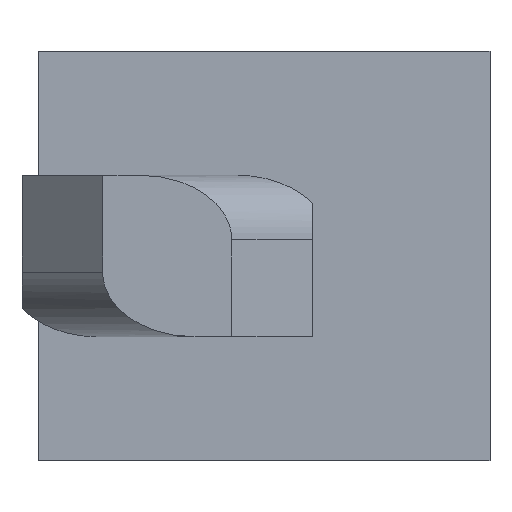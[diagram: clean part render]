
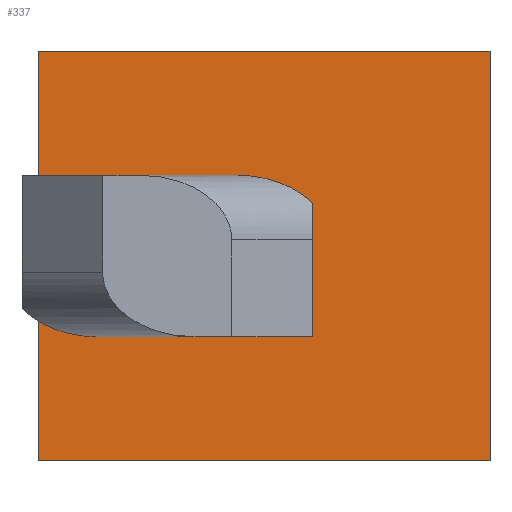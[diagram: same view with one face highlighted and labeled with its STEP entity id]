
A CAD part, left-side view. The second image highlights one B-rep face of the part: STEP entity #337.
In plain terms, the highlighted planar face has unit normal (-1, 0, 0).
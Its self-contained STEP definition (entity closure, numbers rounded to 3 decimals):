
#4 = VERTEX_POINT ( 'NONE', #97 ) ;
#6 = ORIENTED_EDGE ( 'NONE', *, *, #1191, .F. ) ;
#9 = VERTEX_POINT ( 'NONE', #1208 ) ;
#51 = CIRCLE ( 'NONE', #140, 2.5 ) ;
#54 = ORIENTED_EDGE ( 'NONE', *, *, #1249, .F. ) ;
#73 = FACE_BOUND ( 'NONE', #1120, .T. ) ;
#87 = VERTEX_POINT ( 'NONE', #687 ) ;
#97 = CARTESIAN_POINT ( 'NONE',  ( 0., 0., 0. ) ) ;
#100 = ORIENTED_EDGE ( 'NONE', *, *, #648, .F. ) ;
#130 = PLANE ( 'NONE',  #1183 ) ;
#140 = AXIS2_PLACEMENT_3D ( 'NONE', #184, #180, #178 ) ;
#152 = LINE ( 'NONE', #681, #333 ) ;
#158 = VECTOR ( 'NONE', #1045, 1000. ) ;
#170 = VERTEX_POINT ( 'NONE', #1170 ) ;
#178 = DIRECTION ( 'NONE',  ( 0., 1., 0. ) ) ;
#180 = DIRECTION ( 'NONE',  ( -1., 0., 0. ) ) ;
#184 = CARTESIAN_POINT ( 'NONE',  ( 0., -4., 6.35 ) ) ;
#201 = DIRECTION ( 'NONE',  ( 0., 1., 0. ) ) ;
#204 = DIRECTION ( 'NONE',  ( -1., 0., 0. ) ) ;
#207 = CARTESIAN_POINT ( 'NONE',  ( 0., -4., 6.35 ) ) ;
#208 = CARTESIAN_POINT ( 'NONE',  ( 0., -6.5, 12.7 ) ) ;
#216 = DIRECTION ( 'NONE',  ( 0., 0., 1. ) ) ;
#226 = AXIS2_PLACEMENT_3D ( 'NONE', #207, #204, #201 ) ;
#231 = DIRECTION ( 'NONE',  ( 0., 1., 0. ) ) ;
#233 = CARTESIAN_POINT ( 'NONE',  ( 0., 0., 8.85 ) ) ;
#242 = CARTESIAN_POINT ( 'NONE',  ( 0., 0., 12.7 ) ) ;
#252 = VERTEX_POINT ( 'NONE', #804 ) ;
#283 = ORIENTED_EDGE ( 'NONE', *, *, #1228, .F. ) ;
#292 = DIRECTION ( 'NONE',  ( 0., 1., 0. ) ) ;
#295 = CARTESIAN_POINT ( 'NONE',  ( 0., 0., 0. ) ) ;
#298 = DIRECTION ( 'NONE',  ( 0., 1., 0. ) ) ;
#304 = CARTESIAN_POINT ( 'NONE',  ( 0., 0., 12.7 ) ) ;
#327 = DIRECTION ( 'NONE',  ( 0., 0., -1. ) ) ;
#330 = CARTESIAN_POINT ( 'NONE',  ( 0., -1.5, 12.7 ) ) ;
#333 = VECTOR ( 'NONE', #683, 1000. ) ;
#337 = ADVANCED_FACE ( 'NONE', ( #554, #73 ), #130, .F. ) ;
#362 = LINE ( 'NONE', #208, #803 ) ;
#368 = DIRECTION ( 'NONE',  ( 0., -1., 0. ) ) ;
#369 = CARTESIAN_POINT ( 'NONE',  ( 0., 0., 3.85 ) ) ;
#377 = ORIENTED_EDGE ( 'NONE', *, *, #1204, .F. ) ;
#403 = VECTOR ( 'NONE', #298, 1000. ) ;
#411 = VERTEX_POINT ( 'NONE', #506 ) ;
#422 = LINE ( 'NONE', #1066, #158 ) ;
#426 = CIRCLE ( 'NONE', #226, 2.5 ) ;
#458 = VECTOR ( 'NONE', #292, 1000. ) ;
#469 = DIRECTION ( 'NONE',  ( 0., 1., 0. ) ) ;
#506 = CARTESIAN_POINT ( 'NONE',  ( 0., 0., 12.7 ) ) ;
#533 = LINE ( 'NONE', #330, #789 ) ;
#553 = ORIENTED_EDGE ( 'NONE', *, *, #1215, .T. ) ;
#554 = FACE_OUTER_BOUND ( 'NONE', #764, .T. ) ;
#556 = VERTEX_POINT ( 'NONE', #1065 ) ;
#571 = VERTEX_POINT ( 'NONE', #1063 ) ;
#631 = ORIENTED_EDGE ( 'NONE', *, *, #1218, .F. ) ;
#638 = VERTEX_POINT ( 'NONE', #1054 ) ;
#648 = EDGE_CURVE ( 'NONE', #9, #751, #422, .T. ) ;
#681 = CARTESIAN_POINT ( 'NONE',  ( 0., 0., 12.7 ) ) ;
#683 = DIRECTION ( 'NONE',  ( 0., 0., -1. ) ) ;
#687 = CARTESIAN_POINT ( 'NONE',  ( 0., -4., 8.85 ) ) ;
#693 = LINE ( 'NONE', #233, #727 ) ;
#710 = ORIENTED_EDGE ( 'NONE', *, *, #1240, .F. ) ;
#727 = VECTOR ( 'NONE', #231, 1000. ) ;
#739 = ORIENTED_EDGE ( 'NONE', *, *, #1121, .T. ) ;
#751 = VERTEX_POINT ( 'NONE', #1050 ) ;
#764 = EDGE_LOOP ( 'NONE', ( #553, #739, #631, #100 ) ) ;
#789 = VECTOR ( 'NONE', #327, 1000. ) ;
#803 = VECTOR ( 'NONE', #216, 1000. ) ;
#804 = CARTESIAN_POINT ( 'NONE',  ( 0., -6.5, 3.85 ) ) ;
#836 = LINE ( 'NONE', #295, #458 ) ;
#876 = ORIENTED_EDGE ( 'NONE', *, *, #1244, .F. ) ;
#920 = VECTOR ( 'NONE', #368, 1000. ) ;
#935 = DIRECTION ( 'NONE',  ( 1., 0., 0. ) ) ;
#983 = LINE ( 'NONE', #304, #403 ) ;
#1045 = DIRECTION ( 'NONE',  ( 0., 0., -1. ) ) ;
#1050 = CARTESIAN_POINT ( 'NONE',  ( 0., -14., 0. ) ) ;
#1054 = CARTESIAN_POINT ( 'NONE',  ( 0., -4., 3.85 ) ) ;
#1063 = CARTESIAN_POINT ( 'NONE',  ( 0., -1.5, 8.85 ) ) ;
#1065 = CARTESIAN_POINT ( 'NONE',  ( 0., -1.5, 6.35 ) ) ;
#1066 = CARTESIAN_POINT ( 'NONE',  ( 0., -14., 12.7 ) ) ;
#1110 = LINE ( 'NONE', #369, #920 ) ;
#1120 = EDGE_LOOP ( 'NONE', ( #54, #377, #283, #710, #876, #6 ) ) ;
#1121 = EDGE_CURVE ( 'NONE', #411, #4, #152, .T. ) ;
#1170 = CARTESIAN_POINT ( 'NONE',  ( 0., -6.5, 6.35 ) ) ;
#1183 = AXIS2_PLACEMENT_3D ( 'NONE', #242, #935, #469 ) ;
#1191 = EDGE_CURVE ( 'NONE', #638, #252, #1110, .T. ) ;
#1204 = EDGE_CURVE ( 'NONE', #571, #556, #533, .T. ) ;
#1208 = CARTESIAN_POINT ( 'NONE',  ( 0., -14., 12.7 ) ) ;
#1215 = EDGE_CURVE ( 'NONE', #9, #411, #983, .T. ) ;
#1218 = EDGE_CURVE ( 'NONE', #751, #4, #836, .T. ) ;
#1228 = EDGE_CURVE ( 'NONE', #87, #571, #693, .T. ) ;
#1240 = EDGE_CURVE ( 'NONE', #170, #87, #426, .T. ) ;
#1244 = EDGE_CURVE ( 'NONE', #252, #170, #362, .T. ) ;
#1249 = EDGE_CURVE ( 'NONE', #556, #638, #51, .T. ) ;
